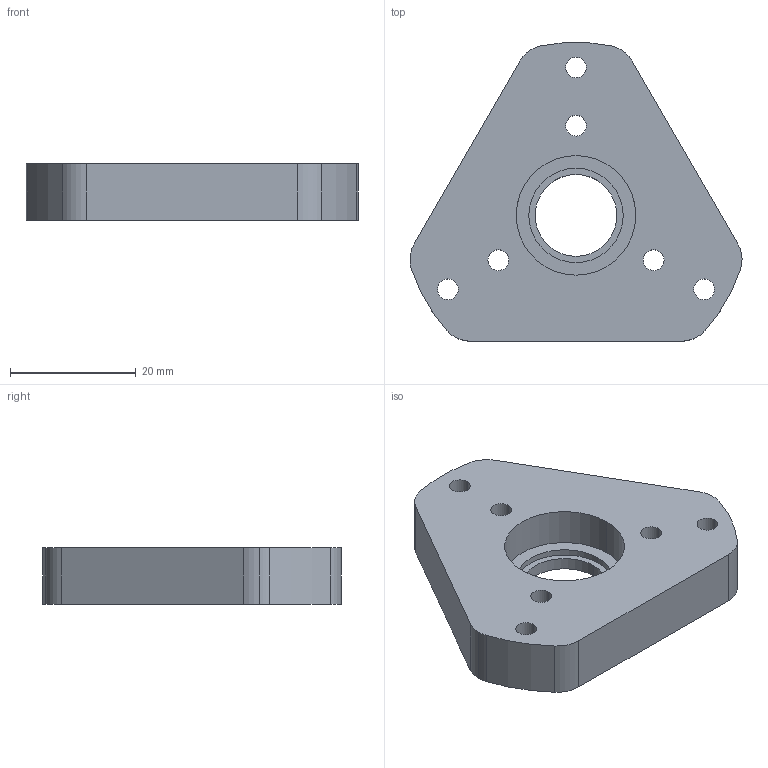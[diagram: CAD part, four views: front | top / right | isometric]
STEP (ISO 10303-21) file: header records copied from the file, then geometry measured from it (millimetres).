
FILE_DESCRIPTION (( 'STEP AP203' ), '1' );
FILE_NAME ('ROV-USI-010A-SUPP ROULEMENT G.STEP', '2024-05-22T09:57:01', ( '' ), ( '' ), 'SwSTEP 2.0', 'SolidWorks 2016', '' );
FILE_SCHEMA (( 'CONFIG_CONTROL_DESIGN' ));
Length unit declared in the file: millimetre
Products named in the file (1): ROV-USI-010A-SUPP ROULEMENT G
Bounding box: 52.75 x 47.44 x 9 mm (x, y, z)
Volume: 13491.5 mm3; surface area: 5694.5 mm2
Topology: 1 solids, 1 shells, 35 faces, 93 edges, 62 vertices
Faces by surface type: cylinder 28, plane 7
Entity records: 1228 total; most frequent: DIRECTION 221, CARTESIAN_POINT 191, ORIENTED_EDGE 186, EDGE_CURVE 93, AXIS2_PLACEMENT_3D 92, VERTEX_POINT 62, CIRCLE 56, EDGE_LOOP 51
